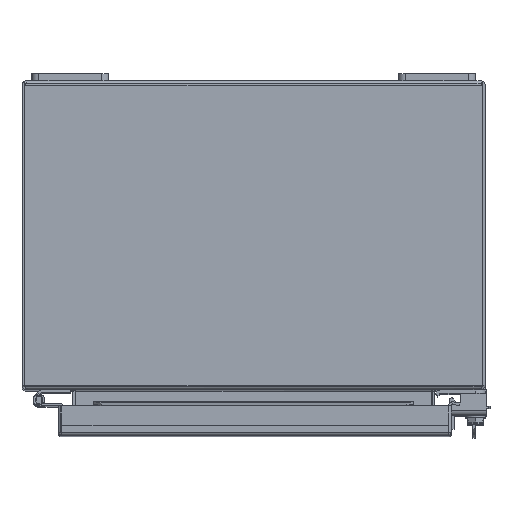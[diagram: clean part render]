
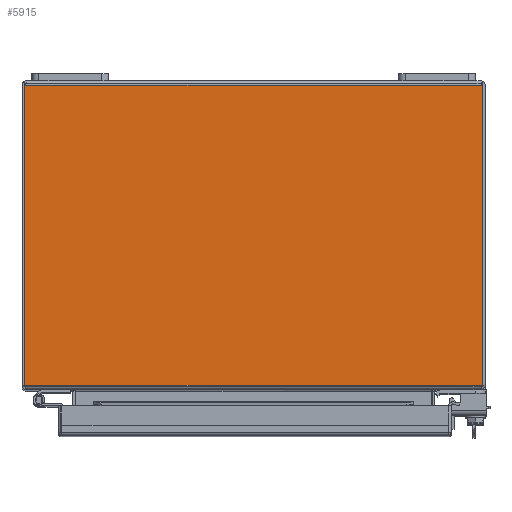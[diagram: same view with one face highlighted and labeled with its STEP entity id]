
A CAD part, top view. The second image highlights one B-rep face of the part: STEP entity #5915.
In plain terms, the highlighted planar face has unit normal (0, 0, 1).
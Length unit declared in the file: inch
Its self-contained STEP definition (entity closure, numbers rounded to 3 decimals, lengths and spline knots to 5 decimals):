
#135 = ORIENTED_EDGE ( 'NONE', *, *, #40552, .T. ) ;
#2791 = ORIENTED_EDGE ( 'NONE', *, *, #27525, .T. ) ;
#5787 = CARTESIAN_POINT ( 'NONE',  ( 5.892, -0.06248, 12. ) ) ;
#5915 = ADVANCED_FACE ( 'NONE', ( #13814 ), #39934, .T. ) ;
#7664 = VECTOR ( 'NONE', #23768, 39.37008 ) ;
#9304 = LINE ( 'NONE', #20764, #7664 ) ;
#9746 = DIRECTION ( 'NONE',  ( 0., -1., 0. ) ) ;
#9770 = DIRECTION ( 'NONE',  ( 0., 0., 1. ) ) ;
#13544 = CARTESIAN_POINT ( 'NONE',  ( -5.92792, 39.37008, 12. ) ) ;
#13814 = FACE_OUTER_BOUND ( 'NONE', #22901, .T. ) ;
#14715 = CARTESIAN_POINT ( 'NONE',  ( 5.92792, -7.892, 12. ) ) ;
#14973 = DIRECTION ( 'NONE',  ( 0., -1., 0. ) ) ;
#17378 = EDGE_CURVE ( 'NONE', #33365, #31839, #26397, .T. ) ;
#19474 = ORIENTED_EDGE ( 'NONE', *, *, #37263, .T. ) ;
#20764 = CARTESIAN_POINT ( 'NONE',  ( 5.892, -7.892, 12. ) ) ;
#21070 = VECTOR ( 'NONE', #9746, 39.37008 ) ;
#22901 = EDGE_LOOP ( 'NONE', ( #19474, #135, #2791, #40974 ) ) ;
#23768 = DIRECTION ( 'NONE',  ( 1., 0., 0. ) ) ;
#25860 = DIRECTION ( 'NONE',  ( -1., 0., 0. ) ) ;
#26397 = LINE ( 'NONE', #41598, #41051 ) ;
#27525 = EDGE_CURVE ( 'NONE', #31242, #31839, #9304, .T. ) ;
#29338 = CARTESIAN_POINT ( 'NONE',  ( -5.92792, -7.892, 12. ) ) ;
#31242 = VERTEX_POINT ( 'NONE', #29338 ) ;
#31839 = VERTEX_POINT ( 'NONE', #14715 ) ;
#31876 = VECTOR ( 'NONE', #25860, 39.37008 ) ;
#33365 = VERTEX_POINT ( 'NONE', #34453 ) ;
#34453 = CARTESIAN_POINT ( 'NONE',  ( 5.92792, -0.108, 12. ) ) ;
#34938 = VERTEX_POINT ( 'NONE', #42834 ) ;
#36177 = DIRECTION ( 'NONE',  ( 0., 1., 0. ) ) ;
#37263 = EDGE_CURVE ( 'NONE', #33365, #34938, #41314, .T. ) ;
#37792 = CARTESIAN_POINT ( 'NONE',  ( 5.892, -0.108, 12. ) ) ;
#39934 = PLANE ( 'NONE',  #42703 ) ;
#40552 = EDGE_CURVE ( 'NONE', #34938, #31242, #44377, .T. ) ;
#40974 = ORIENTED_EDGE ( 'NONE', *, *, #17378, .F. ) ;
#41051 = VECTOR ( 'NONE', #14973, 39.37008 ) ;
#41314 = LINE ( 'NONE', #37792, #31876 ) ;
#41598 = CARTESIAN_POINT ( 'NONE',  ( 5.92792, 39.37008, 12. ) ) ;
#42703 = AXIS2_PLACEMENT_3D ( 'NONE', #5787, #9770, #36177 ) ;
#42834 = CARTESIAN_POINT ( 'NONE',  ( -5.92792, -0.108, 12. ) ) ;
#44377 = LINE ( 'NONE', #13544, #21070 ) ;
